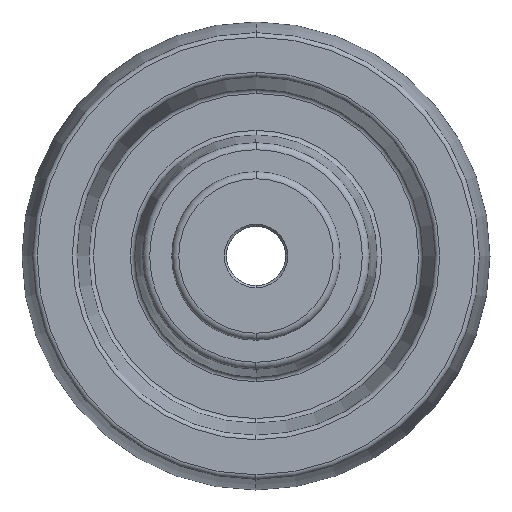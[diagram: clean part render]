
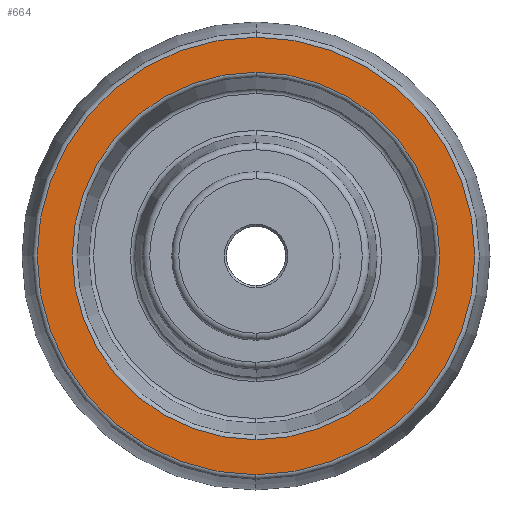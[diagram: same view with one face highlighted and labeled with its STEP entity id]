
A CAD part, left-side view. The second image highlights one B-rep face of the part: STEP entity #664.
In plain terms, the highlighted planar face has unit normal (-1, 0, 0).
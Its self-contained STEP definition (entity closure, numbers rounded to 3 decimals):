
#7 = ORIENTED_EDGE ( 'NONE', *, *, #390, .T. ) ;
#11 = CARTESIAN_POINT ( 'NONE',  ( -17., 0., 46.752 ) ) ;
#18 = DIRECTION ( 'NONE',  ( 0., 0., 1. ) ) ;
#117 = FACE_BOUND ( 'NONE', #676, .T. ) ;
#138 = ORIENTED_EDGE ( 'NONE', *, *, #1280, .T. ) ;
#167 = EDGE_CURVE ( 'NONE', #552, #376, #456, .T. ) ;
#376 = VERTEX_POINT ( 'NONE', #670 ) ;
#390 = EDGE_CURVE ( 'NONE', #1342, #1322, #1247, .T. ) ;
#393 = CIRCLE ( 'NONE', #723, 39.264 ) ;
#397 = DIRECTION ( 'NONE',  ( 0., 0., 1. ) ) ;
#416 = DIRECTION ( 'NONE',  ( -1., 0., 0. ) ) ;
#456 = CIRCLE ( 'NONE', #1161, 39.264 ) ;
#470 = EDGE_LOOP ( 'NONE', ( #7, #138 ) ) ;
#541 = CARTESIAN_POINT ( 'NONE',  ( -17., 47.5, 0. ) ) ;
#552 = VERTEX_POINT ( 'NONE', #601 ) ;
#559 = DIRECTION ( 'NONE',  ( -1., 0., 0. ) ) ;
#601 = CARTESIAN_POINT ( 'NONE',  ( -17., 0., -39.264 ) ) ;
#612 = CIRCLE ( 'NONE', #1350, 46.752 ) ;
#645 = CARTESIAN_POINT ( 'NONE',  ( -17., 0., 0. ) ) ;
#664 = ADVANCED_FACE ( 'NONE', ( #117, #1279 ), #1182, .T. ) ;
#670 = CARTESIAN_POINT ( 'NONE',  ( -17., 0., 39.264 ) ) ;
#676 = EDGE_LOOP ( 'NONE', ( #693, #917 ) ) ;
#692 = AXIS2_PLACEMENT_3D ( 'NONE', #1205, #559, #18 ) ;
#693 = ORIENTED_EDGE ( 'NONE', *, *, #1177, .T. ) ;
#723 = AXIS2_PLACEMENT_3D ( 'NONE', #1251, #952, #397 ) ;
#727 = DIRECTION ( 'NONE',  ( 1., 0., 0. ) ) ;
#756 = CARTESIAN_POINT ( 'NONE',  ( -17., 0., -46.752 ) ) ;
#764 = DIRECTION ( 'NONE',  ( -1., 0., 0. ) ) ;
#917 = ORIENTED_EDGE ( 'NONE', *, *, #167, .T. ) ;
#952 = DIRECTION ( 'NONE',  ( 1., 0., 0. ) ) ;
#1161 = AXIS2_PLACEMENT_3D ( 'NONE', #1281, #727, #1189 ) ;
#1177 = EDGE_CURVE ( 'NONE', #376, #552, #393, .T. ) ;
#1182 = PLANE ( 'NONE',  #1268 ) ;
#1189 = DIRECTION ( 'NONE',  ( 0., 0., 1. ) ) ;
#1205 = CARTESIAN_POINT ( 'NONE',  ( -17., 0., 0. ) ) ;
#1247 = CIRCLE ( 'NONE', #692, 46.752 ) ;
#1251 = CARTESIAN_POINT ( 'NONE',  ( -17., 0., 0. ) ) ;
#1260 = DIRECTION ( 'NONE',  ( 0., 0., 1. ) ) ;
#1268 = AXIS2_PLACEMENT_3D ( 'NONE', #541, #416, #1260 ) ;
#1273 = DIRECTION ( 'NONE',  ( 0., 0., 1. ) ) ;
#1279 = FACE_OUTER_BOUND ( 'NONE', #470, .T. ) ;
#1280 = EDGE_CURVE ( 'NONE', #1322, #1342, #612, .T. ) ;
#1281 = CARTESIAN_POINT ( 'NONE',  ( -17., 0., 0. ) ) ;
#1322 = VERTEX_POINT ( 'NONE', #756 ) ;
#1342 = VERTEX_POINT ( 'NONE', #11 ) ;
#1350 = AXIS2_PLACEMENT_3D ( 'NONE', #645, #764, #1273 ) ;
